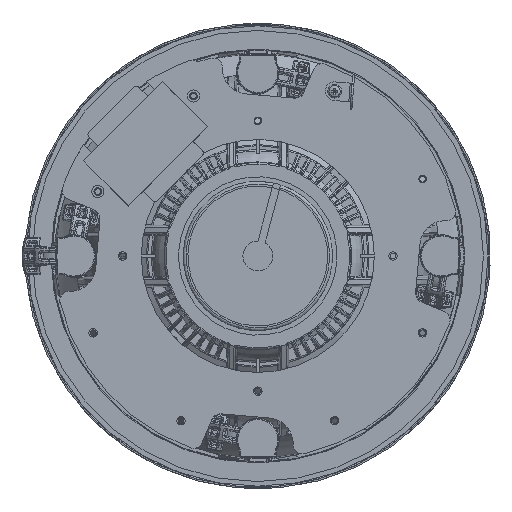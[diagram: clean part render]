
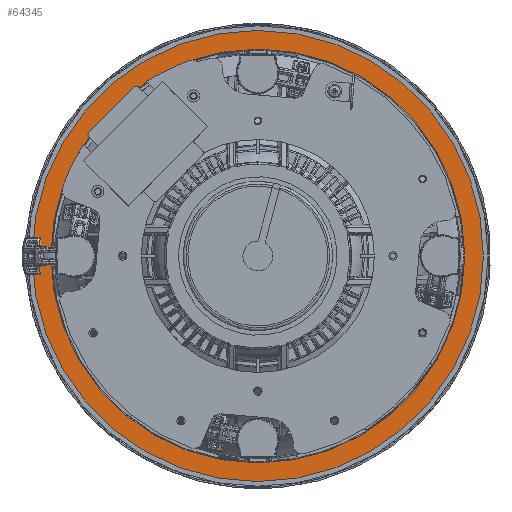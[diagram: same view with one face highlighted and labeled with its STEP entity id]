
A CAD part, front view. The second image highlights one B-rep face of the part: STEP entity #64345.
In plain terms, the highlighted planar face has unit normal (0, -1, 0).
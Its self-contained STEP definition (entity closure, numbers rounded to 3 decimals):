
#15191 = ORIENTED_EDGE ( 'NONE', *, *, #210947, .T. ) ;
#15453 = CARTESIAN_POINT ( 'NONE',  ( 0., 75.5, 0. ) ) ;
#21135 = AXIS2_PLACEMENT_3D ( 'NONE', #15453, #208017, #88112 ) ;
#26097 = DIRECTION ( 'NONE',  ( 1., 0., 0. ) ) ;
#27968 = VERTEX_POINT ( 'NONE', #130067 ) ;
#47829 = DIRECTION ( 'NONE',  ( 0., -1., 0. ) ) ;
#50335 = ORIENTED_EDGE ( 'NONE', *, *, #220055, .T. ) ;
#55571 = DIRECTION ( 'NONE',  ( -1., 0., 0. ) ) ;
#64345 = ADVANCED_FACE ( 'NONE', ( #188764, #68784 ), #122350, .T. ) ;
#67655 = AXIS2_PLACEMENT_3D ( 'NONE', #98052, #287536, #270052 ) ;
#68784 = FACE_OUTER_BOUND ( 'NONE', #100956, .T. ) ;
#88112 = DIRECTION ( 'NONE',  ( -1., 0., 0. ) ) ;
#93379 = VERTEX_POINT ( 'NONE', #127421 ) ;
#95233 = DIRECTION ( 'NONE',  ( -1., 0., 0. ) ) ;
#98052 = CARTESIAN_POINT ( 'NONE',  ( 0., 75.5, 0. ) ) ;
#100956 = EDGE_LOOP ( 'NONE', ( #277153, #15191 ) ) ;
#108394 = EDGE_CURVE ( 'NONE', #27968, #93379, #121827, .T. ) ;
#110705 = AXIS2_PLACEMENT_3D ( 'NONE', #165078, #266013, #26097 ) ;
#115639 = EDGE_CURVE ( 'NONE', #258378, #152868, #153382, .T. ) ;
#121827 = CIRCLE ( 'NONE', #21135, 121. ) ;
#122350 = PLANE ( 'NONE',  #110705 ) ;
#127421 = CARTESIAN_POINT ( 'NONE',  ( 121., 75.5, 0. ) ) ;
#130067 = CARTESIAN_POINT ( 'NONE',  ( -121., 75.5, 0. ) ) ;
#152868 = VERTEX_POINT ( 'NONE', #284722 ) ;
#153382 = CIRCLE ( 'NONE', #269394, 111. ) ;
#155917 = ORIENTED_EDGE ( 'NONE', *, *, #115639, .T. ) ;
#158281 = CIRCLE ( 'NONE', #67655, 111. ) ;
#165078 = CARTESIAN_POINT ( 'NONE',  ( 0., 75.5, 0. ) ) ;
#178686 = DIRECTION ( 'NONE',  ( 0., 1., 0. ) ) ;
#188764 = FACE_BOUND ( 'NONE', #191117, .T. ) ;
#191117 = EDGE_LOOP ( 'NONE', ( #155917, #50335 ) ) ;
#208017 = DIRECTION ( 'NONE',  ( 0., -1., 0. ) ) ;
#210947 = EDGE_CURVE ( 'NONE', #93379, #27968, #302513, .T. ) ;
#216891 = AXIS2_PLACEMENT_3D ( 'NONE', #241990, #47829, #95233 ) ;
#220055 = EDGE_CURVE ( 'NONE', #152868, #258378, #158281, .T. ) ;
#241990 = CARTESIAN_POINT ( 'NONE',  ( 0., 75.5, 0. ) ) ;
#252822 = CARTESIAN_POINT ( 'NONE',  ( 0., 75.5, 0. ) ) ;
#258378 = VERTEX_POINT ( 'NONE', #285205 ) ;
#266013 = DIRECTION ( 'NONE',  ( 0., -1., 0. ) ) ;
#269394 = AXIS2_PLACEMENT_3D ( 'NONE', #252822, #178686, #55571 ) ;
#270052 = DIRECTION ( 'NONE',  ( -1., 0., 0. ) ) ;
#277153 = ORIENTED_EDGE ( 'NONE', *, *, #108394, .T. ) ;
#284722 = CARTESIAN_POINT ( 'NONE',  ( 111., 75.5, 0. ) ) ;
#285205 = CARTESIAN_POINT ( 'NONE',  ( -111., 75.5, 0. ) ) ;
#287536 = DIRECTION ( 'NONE',  ( 0., 1., 0. ) ) ;
#302513 = CIRCLE ( 'NONE', #216891, 121. ) ;
